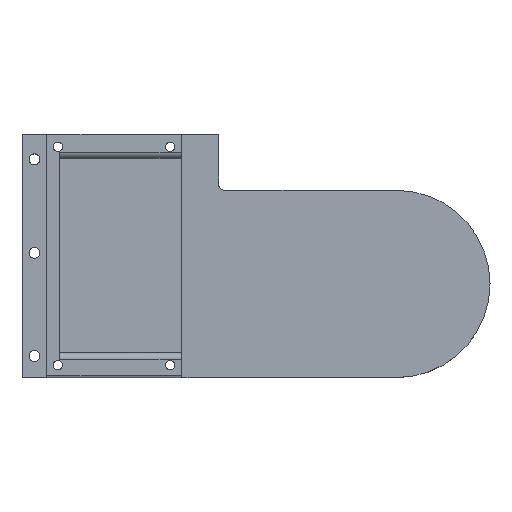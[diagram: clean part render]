
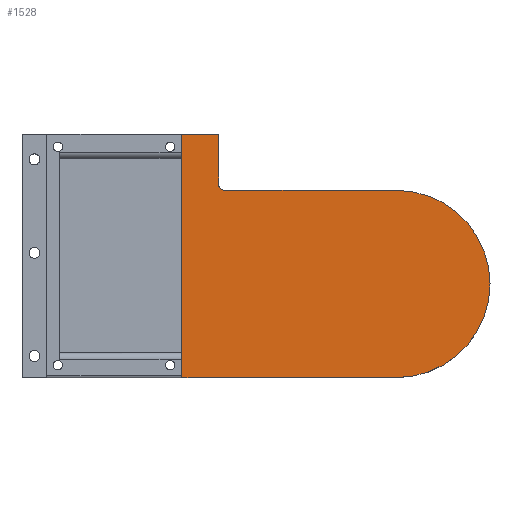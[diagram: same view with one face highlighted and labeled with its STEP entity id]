
A CAD part, top view. The second image highlights one B-rep face of the part: STEP entity #1528.
In plain terms, the highlighted planar face has unit normal (0, 0, 1).
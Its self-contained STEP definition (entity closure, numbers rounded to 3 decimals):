
#64=PLANE('',#1666);
#128=FACE_OUTER_BOUND('',#222,.T.);
#222=EDGE_LOOP('',(#1234,#1235,#1236,#1237,#1238,#1239,#1240,#1241));
#290=CIRCLE('',#1626,0.6);
#303=CIRCLE('',#1656,2.);
#306=CIRCLE('',#1667,30.);
#419=LINE('',#3034,#540);
#441=LINE('',#3096,#562);
#460=LINE('',#3148,#581);
#461=LINE('',#3151,#582);
#462=LINE('',#3152,#583);
#540=VECTOR('',#1880,10.);
#562=VECTOR('',#1944,10.);
#581=VECTOR('',#1981,10.);
#582=VECTOR('',#1984,10.);
#583=VECTOR('',#1985,10.);
#682=VERTEX_POINT('',#2994);
#683=VERTEX_POINT('',#2996);
#697=VERTEX_POINT('',#3033);
#711=VERTEX_POINT('',#3082);
#712=VERTEX_POINT('',#3084);
#716=VERTEX_POINT('',#3094);
#732=VERTEX_POINT('',#3147);
#733=VERTEX_POINT('',#3149);
#848=EDGE_CURVE('',#682,#683,#290,.T.);
#867=EDGE_CURVE('',#697,#683,#419,.T.);
#893=EDGE_CURVE('',#711,#712,#303,.T.);
#899=EDGE_CURVE('',#711,#716,#441,.T.);
#922=EDGE_CURVE('',#682,#732,#460,.T.);
#923=EDGE_CURVE('',#732,#733,#306,.T.);
#924=EDGE_CURVE('',#733,#712,#461,.T.);
#925=EDGE_CURVE('',#697,#716,#462,.T.);
#1234=ORIENTED_EDGE('',*,*,#848,.F.);
#1235=ORIENTED_EDGE('',*,*,#922,.T.);
#1236=ORIENTED_EDGE('',*,*,#923,.T.);
#1237=ORIENTED_EDGE('',*,*,#924,.T.);
#1238=ORIENTED_EDGE('',*,*,#893,.F.);
#1239=ORIENTED_EDGE('',*,*,#899,.T.);
#1240=ORIENTED_EDGE('',*,*,#925,.F.);
#1241=ORIENTED_EDGE('',*,*,#867,.T.);
#1528=ADVANCED_FACE('',(#128),#64,.T.);
#1626=AXIS2_PLACEMENT_3D('',#2997,#1846,#1847);
#1656=AXIS2_PLACEMENT_3D('',#3085,#1935,#1936);
#1666=AXIS2_PLACEMENT_3D('',#3146,#1979,#1980);
#1667=AXIS2_PLACEMENT_3D('',#3150,#1982,#1983);
#1846=DIRECTION('center_axis',(0.,0.,-1.));
#1847=DIRECTION('ref_axis',(-0.707,-0.707,0.));
#1880=DIRECTION('',(0.,-1.,0.));
#1935=DIRECTION('center_axis',(0.,0.,1.));
#1936=DIRECTION('ref_axis',(-0.707,-0.707,0.));
#1944=DIRECTION('',(0.,1.,0.));
#1979=DIRECTION('center_axis',(0.,0.,1.));
#1980=DIRECTION('ref_axis',(-1.,0.,0.));
#1981=DIRECTION('',(1.,0.,0.));
#1982=DIRECTION('center_axis',(0.,0.,1.));
#1983=DIRECTION('ref_axis',(0.,-1.,0.));
#1984=DIRECTION('',(-1.,0.,0.));
#1985=DIRECTION('',(1.,0.,0.));
#2994=CARTESIAN_POINT('',(-68.4,5.,42.));
#2996=CARTESIAN_POINT('',(-69.,5.6,42.));
#2997=CARTESIAN_POINT('Origin',(-68.4,5.6,42.));
#3033=CARTESIAN_POINT('',(-69.,83.,42.));
#3034=CARTESIAN_POINT('',(-69.,20.,42.));
#3082=CARTESIAN_POINT('',(-57.,67.,42.));
#3084=CARTESIAN_POINT('',(-55.,65.,42.));
#3085=CARTESIAN_POINT('Origin',(-55.,67.,42.));
#3094=CARTESIAN_POINT('',(-57.,83.,42.));
#3096=CARTESIAN_POINT('',(-57.,65.,42.));
#3146=CARTESIAN_POINT('Origin',(0.,35.,42.));
#3147=CARTESIAN_POINT('',(0.,5.,42.));
#3148=CARTESIAN_POINT('',(-60.,5.,42.));
#3149=CARTESIAN_POINT('',(0.,65.,42.));
#3150=CARTESIAN_POINT('Origin',(0.,35.,42.));
#3151=CARTESIAN_POINT('',(0.,65.,42.));
#3152=CARTESIAN_POINT('',(-60.,83.,42.));
